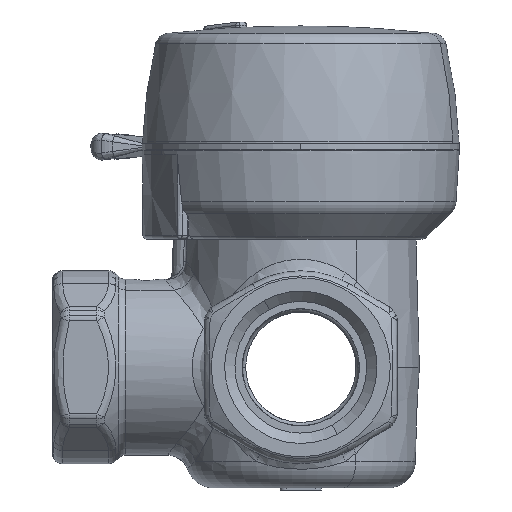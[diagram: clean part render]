
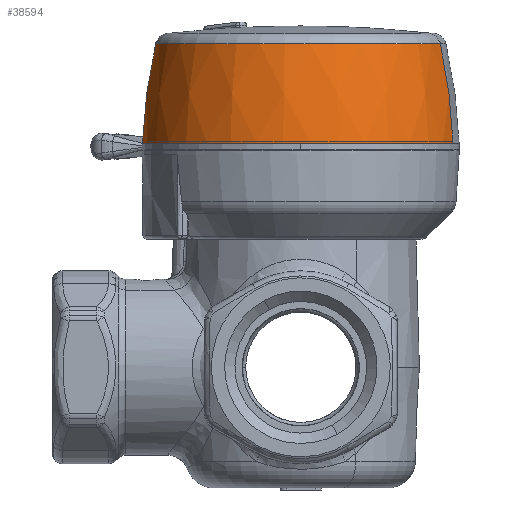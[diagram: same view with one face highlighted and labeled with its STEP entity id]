
A CAD part, front view. The second image highlights one B-rep face of the part: STEP entity #38594.
In plain terms, the highlighted face is a revolution surface.
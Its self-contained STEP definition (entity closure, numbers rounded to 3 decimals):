
#38532=AXIS2_PLACEMENT_3D('Circle Axis2P3D',#38530,#38531,$) ;
#38577=AXIS2_PLACEMENT_3D('Circle Axis2P3D',#38575,#38576,$) ;
#38525=CARTESIAN_POINT('Vertex',(11.027,-20.184,66.5)) ;
#38527=CARTESIAN_POINT('Vertex',(-11.027,20.184,66.5)) ;
#38530=CARTESIAN_POINT('Axis2P3D Location',(0.,0.,66.5)) ;
#38559=CARTESIAN_POINT('Control Point',(0.,23.,66.5)) ;
#38560=CARTESIAN_POINT('Control Point',(0.,22.831,71.344)) ;
#38561=CARTESIAN_POINT('Control Point',(0.,22.191,76.171)) ;
#38562=CARTESIAN_POINT('Control Point',(0.,21.092,80.891)) ;
#38563=CARTESIAN_POINT('Axis1P Location',(0.,0.,75.)) ;
#38568=CARTESIAN_POINT('Control Point',(11.027,-20.184,66.5)) ;
#38569=CARTESIAN_POINT('Control Point',(10.946,-20.036,71.344)) ;
#38570=CARTESIAN_POINT('Control Point',(10.639,-19.474,76.171)) ;
#38571=CARTESIAN_POINT('Control Point',(10.112,-18.51,80.891)) ;
#38572=CARTESIAN_POINT('Vertex',(10.112,-18.51,80.891)) ;
#38575=CARTESIAN_POINT('Axis2P3D Location',(0.,0.,80.891)) ;
#38579=CARTESIAN_POINT('Vertex',(-10.112,18.51,80.891)) ;
#38583=CARTESIAN_POINT('Control Point',(-11.027,20.184,66.5)) ;
#38584=CARTESIAN_POINT('Control Point',(-10.946,20.036,71.344)) ;
#38585=CARTESIAN_POINT('Control Point',(-10.639,19.474,76.171)) ;
#38586=CARTESIAN_POINT('Control Point',(-10.112,18.51,80.891)) ;
#38531=DIRECTION('Axis2P3D Direction',(0.,0.,1.)) ;
#38564=DIRECTION('Axis1P Direction',(0.,0.,1.)) ;
#38576=DIRECTION('Axis2P3D Direction',(0.,0.,1.)) ;
#38565=AXIS1_PLACEMENT('Revolution Surface Axis1P',#38563,#38564) ;
#38589=ORIENTED_EDGE('',*,*,#38574,.T.) ;
#38590=ORIENTED_EDGE('',*,*,#38581,.F.) ;
#38591=ORIENTED_EDGE('',*,*,#38587,.F.) ;
#38592=ORIENTED_EDGE('',*,*,#38534,.T.) ;
#38594=ADVANCED_FACE('',(#38593),#38566,.T.) ;
#38558=B_SPLINE_CURVE_WITH_KNOTS('',3,(#38559,#38560,#38561,#38562),.UNSPECIFIED.,.F.,.U.,(4,4),(473.857,488.397),.UNSPECIFIED.) ;
#38567=B_SPLINE_CURVE_WITH_KNOTS('',3,(#38568,#38569,#38570,#38571),.UNSPECIFIED.,.F.,.U.,(4,4),(473.857,488.397),.UNSPECIFIED.) ;
#38582=B_SPLINE_CURVE_WITH_KNOTS('',3,(#38583,#38584,#38585,#38586),.UNSPECIFIED.,.F.,.U.,(4,4),(473.857,488.397),.UNSPECIFIED.) ;
#38533=CIRCLE('generated circle',#38532,23.) ;
#38578=CIRCLE('generated circle',#38577,21.092) ;
#38534=EDGE_CURVE('',#38528,#38526,#38533,.T.) ;
#38574=EDGE_CURVE('',#38526,#38573,#38567,.T.) ;
#38581=EDGE_CURVE('',#38580,#38573,#38578,.T.) ;
#38587=EDGE_CURVE('',#38528,#38580,#38582,.T.) ;
#38588=EDGE_LOOP('',(#38589,#38590,#38591,#38592)) ;
#38593=FACE_OUTER_BOUND('',#38588,.T.) ;
#38566=SURFACE_OF_REVOLUTION('Surface of Revolution',#38558,#38565) ;
#38526=VERTEX_POINT('',#38525) ;
#38528=VERTEX_POINT('',#38527) ;
#38573=VERTEX_POINT('',#38572) ;
#38580=VERTEX_POINT('',#38579) ;
